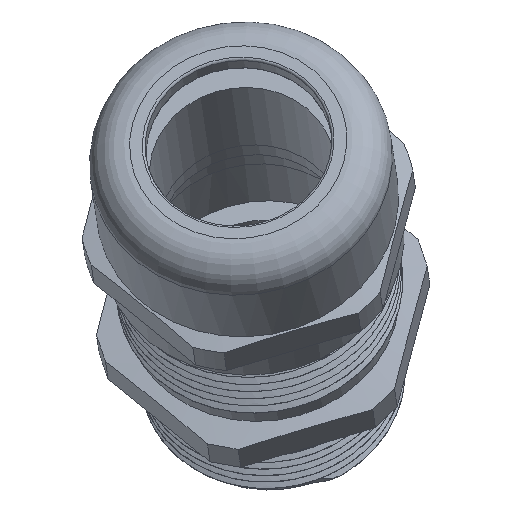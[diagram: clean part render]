
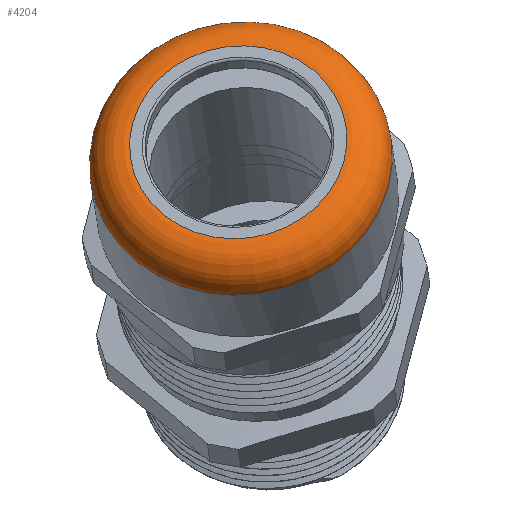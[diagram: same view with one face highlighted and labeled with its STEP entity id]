
A CAD part, left-side view. The second image highlights one B-rep face of the part: STEP entity #4204.
In plain terms, the highlighted toroidal (fillet/blend) face has major radius 10.901 mm and minor radius 3.919 mm.
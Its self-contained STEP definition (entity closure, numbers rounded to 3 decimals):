
#953=FACE_BOUND('',#1276,.T.);
#1016=FACE_OUTER_BOUND('',#1275,.T.);
#1275=EDGE_LOOP('',(#2991));
#1276=EDGE_LOOP('',(#2992));
#1542=CIRCLE('',#4503,10.64);
#1560=CIRCLE('',#4541,14.82);
#1806=VERTEX_POINT('',#6361);
#1843=VERTEX_POINT('',#8118);
#2240=EDGE_CURVE('',#1806,#1806,#1542,.T.);
#2295=EDGE_CURVE('',#1843,#1843,#1560,.T.);
#2991=ORIENTED_EDGE('',*,*,#2295,.F.);
#2992=ORIENTED_EDGE('',*,*,#2240,.T.);
#4157=TOROIDAL_SURFACE('',#4540,10.901,3.919);
#4204=ADVANCED_FACE('',(#1016,#953),#4157,.T.);
#4503=AXIS2_PLACEMENT_3D('',#6362,#5036,#5037);
#4540=AXIS2_PLACEMENT_3D('',#8117,#5131,#5132);
#4541=AXIS2_PLACEMENT_3D('',#8119,#5133,#5134);
#5036=DIRECTION('center_axis',(1.,0.,0.));
#5037=DIRECTION('ref_axis',(0.,0.,-1.));
#5131=DIRECTION('center_axis',(1.,0.,0.));
#5132=DIRECTION('ref_axis',(0.,0.,-1.));
#5133=DIRECTION('center_axis',(1.,0.,0.));
#5134=DIRECTION('ref_axis',(0.,0.,-1.));
#6361=CARTESIAN_POINT('',(-20.73,10.64,0.));
#6362=CARTESIAN_POINT('Origin',(-20.73,0.,0.));
#8117=CARTESIAN_POINT('Origin',(-16.82,0.,0.));
#8118=CARTESIAN_POINT('',(-16.82,14.82,0.));
#8119=CARTESIAN_POINT('Origin',(-16.82,0.,0.));
